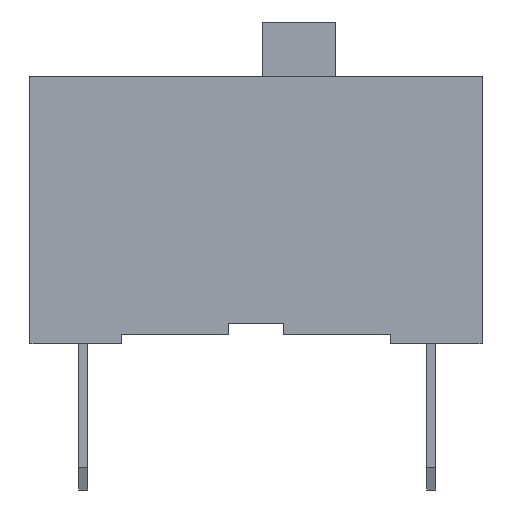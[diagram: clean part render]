
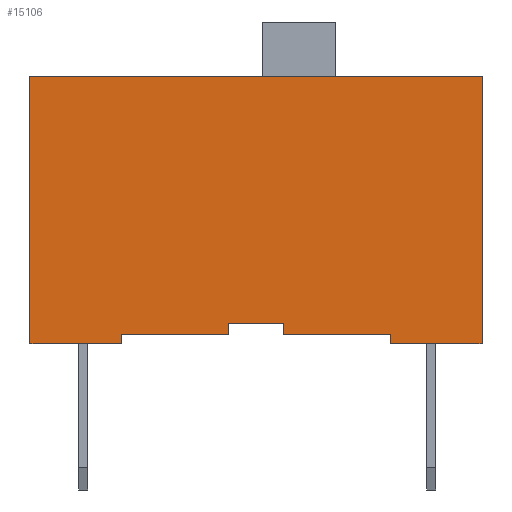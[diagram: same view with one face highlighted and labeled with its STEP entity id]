
A CAD part, left-side view. The second image highlights one B-rep face of the part: STEP entity #15106.
In plain terms, the highlighted planar face has unit normal (-1, 0, 0).
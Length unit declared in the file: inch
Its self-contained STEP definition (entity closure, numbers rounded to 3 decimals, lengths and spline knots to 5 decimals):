
#923=FACE_OUTER_BOUND('',#1790,.T.);
#1790=EDGE_LOOP('',(#11253,#11254,#11255,#11256,#11257,#11258,#11259,#11260,
#11261,#11262,#11263,#11264));
#3005=LINE('',#21367,#4862);
#3011=LINE('',#21379,#4868);
#3031=LINE('',#21419,#4888);
#3054=LINE('',#21465,#4911);
#3059=LINE('',#21474,#4916);
#3074=LINE('',#21502,#4931);
#3077=LINE('',#21507,#4934);
#3083=LINE('',#21519,#4940);
#3086=LINE('',#21525,#4943);
#3089=LINE('',#21529,#4946);
#3090=LINE('',#21530,#4947);
#3091=LINE('',#21531,#4948);
#4862=VECTOR('',#17804,0.3937);
#4868=VECTOR('',#17814,0.3937);
#4888=VECTOR('',#17840,0.3937);
#4911=VECTOR('',#17871,0.3937);
#4916=VECTOR('',#17878,0.3937);
#4931=VECTOR('',#17901,0.3937);
#4934=VECTOR('',#17906,0.3937);
#4940=VECTOR('',#17920,0.3937);
#4943=VECTOR('',#17925,0.3937);
#4946=VECTOR('',#17930,0.3937);
#4947=VECTOR('',#17931,0.3937);
#4948=VECTOR('',#17932,0.3937);
#6556=VERTEX_POINT('',#21363);
#6558=VERTEX_POINT('',#21366);
#6562=VERTEX_POINT('',#21378);
#6579=VERTEX_POINT('',#21417);
#6598=VERTEX_POINT('',#21464);
#6601=VERTEX_POINT('',#21472);
#6610=VERTEX_POINT('',#21501);
#6611=VERTEX_POINT('',#21505);
#6612=VERTEX_POINT('',#21516);
#6613=VERTEX_POINT('',#21518);
#6614=VERTEX_POINT('',#21522);
#6615=VERTEX_POINT('',#21524);
#8257=EDGE_CURVE('',#6556,#6558,#3005,.T.);
#8263=EDGE_CURVE('',#6562,#6558,#3011,.T.);
#8283=EDGE_CURVE('',#6556,#6579,#3031,.T.);
#8306=EDGE_CURVE('',#6598,#6562,#3054,.T.);
#8311=EDGE_CURVE('',#6579,#6601,#3059,.T.);
#8326=EDGE_CURVE('',#6610,#6598,#3074,.T.);
#8329=EDGE_CURVE('',#6601,#6611,#3077,.T.);
#8335=EDGE_CURVE('',#6612,#6613,#3083,.T.);
#8338=EDGE_CURVE('',#6614,#6615,#3086,.T.);
#8341=EDGE_CURVE('',#6613,#6611,#3089,.T.);
#8342=EDGE_CURVE('',#6615,#6612,#3090,.T.);
#8343=EDGE_CURVE('',#6610,#6614,#3091,.T.);
#11253=ORIENTED_EDGE('',*,*,#8283,.T.);
#11254=ORIENTED_EDGE('',*,*,#8311,.T.);
#11255=ORIENTED_EDGE('',*,*,#8329,.T.);
#11256=ORIENTED_EDGE('',*,*,#8341,.F.);
#11257=ORIENTED_EDGE('',*,*,#8335,.F.);
#11258=ORIENTED_EDGE('',*,*,#8342,.F.);
#11259=ORIENTED_EDGE('',*,*,#8338,.F.);
#11260=ORIENTED_EDGE('',*,*,#8343,.F.);
#11261=ORIENTED_EDGE('',*,*,#8326,.T.);
#11262=ORIENTED_EDGE('',*,*,#8306,.T.);
#11263=ORIENTED_EDGE('',*,*,#8263,.T.);
#11264=ORIENTED_EDGE('',*,*,#8257,.F.);
#14403=PLANE('',#16056);
#15106=ADVANCED_FACE('',(#923),#14403,.F.);
#16056=AXIS2_PLACEMENT_3D('',#21528,#17928,#17929);
#17804=DIRECTION('',(0.,1.,0.));
#17814=DIRECTION('',(0.,0.,1.));
#17840=DIRECTION('',(0.,0.,-1.));
#17871=DIRECTION('',(0.,-1.,0.));
#17878=DIRECTION('',(0.,-1.,0.));
#17901=DIRECTION('',(0.,0.,1.));
#17906=DIRECTION('',(0.,0.,-1.));
#17920=DIRECTION('',(0.,0.,-1.));
#17925=DIRECTION('',(0.,0.,1.));
#17928=DIRECTION('center_axis',(1.,0.,0.));
#17929=DIRECTION('ref_axis',(0.,0.,-1.));
#17930=DIRECTION('',(0.,1.,0.));
#17931=DIRECTION('',(0.,-1.,0.));
#17932=DIRECTION('',(0.,1.,0.));
#21363=CARTESIAN_POINT('',(-0.52677,-0.02362,-0.09744));
#21366=CARTESIAN_POINT('',(-0.52677,0.02362,-0.09744));
#21367=CARTESIAN_POINT('',(-0.52677,-0.02362,-0.09744));
#21378=CARTESIAN_POINT('',(-0.52677,0.02362,-0.10728));
#21379=CARTESIAN_POINT('',(-0.52677,0.02362,-0.05364));
#21417=CARTESIAN_POINT('',(-0.52677,-0.02362,-0.10728));
#21419=CARTESIAN_POINT('',(-0.52677,-0.02362,-0.05364));
#21464=CARTESIAN_POINT('',(-0.52677,0.11614,-0.10728));
#21465=CARTESIAN_POINT('',(-0.52677,0.,-0.10728));
#21472=CARTESIAN_POINT('',(-0.52677,-0.11614,-0.10728));
#21474=CARTESIAN_POINT('',(-0.52677,0.,-0.10728));
#21501=CARTESIAN_POINT('',(-0.52677,0.11614,-0.11516));
#21502=CARTESIAN_POINT('',(-0.52677,0.11614,-0.05758));
#21505=CARTESIAN_POINT('',(-0.52677,-0.11614,-0.11516));
#21507=CARTESIAN_POINT('',(-0.52677,-0.11614,-0.05758));
#21516=CARTESIAN_POINT('',(-0.52677,-0.19488,0.11516));
#21518=CARTESIAN_POINT('',(-0.52677,-0.19488,-0.11516));
#21519=CARTESIAN_POINT('',(-0.52677,-0.19488,-0.11516));
#21522=CARTESIAN_POINT('',(-0.52677,0.19488,-0.11516));
#21524=CARTESIAN_POINT('',(-0.52677,0.19488,0.11516));
#21525=CARTESIAN_POINT('',(-0.52677,0.19488,0.11516));
#21528=CARTESIAN_POINT('Origin',(-0.52677,0.,
0.));
#21529=CARTESIAN_POINT('',(-0.52677,0.19488,-0.11516));
#21530=CARTESIAN_POINT('',(-0.52677,-0.19488,0.11516));
#21531=CARTESIAN_POINT('',(-0.52677,0.19488,-0.11516));
